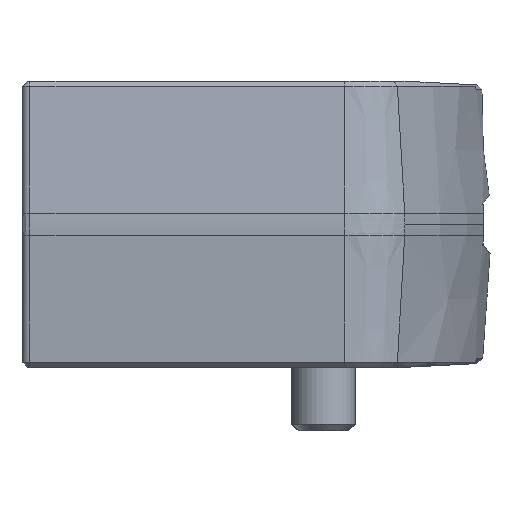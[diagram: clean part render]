
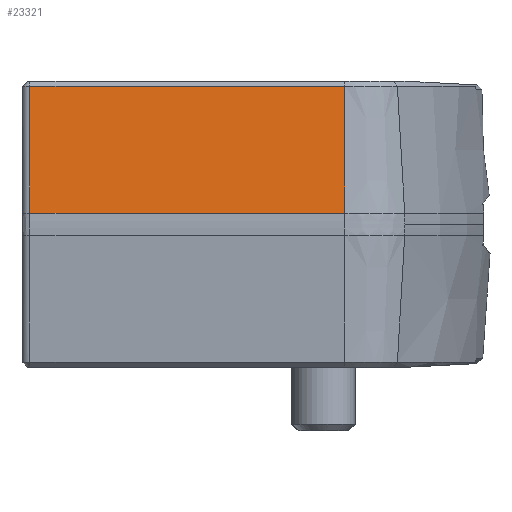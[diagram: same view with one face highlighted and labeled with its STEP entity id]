
A CAD part, left-side view. The second image highlights one B-rep face of the part: STEP entity #23321.
In plain terms, the highlighted planar face has unit normal (-0.998, 0, 0.07).
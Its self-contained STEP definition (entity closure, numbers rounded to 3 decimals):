
#657 = VERTEX_POINT ( 'NONE', #22282 ) ;
#1050 = CARTESIAN_POINT ( 'NONE',  ( -19.021, 11.885, 8.701 ) ) ;
#1447 = CARTESIAN_POINT ( 'NONE',  ( -19., 19., 9. ) ) ;
#1757 = EDGE_LOOP ( 'NONE', ( #18109, #5488, #24945, #19233 ) ) ;
#1914 = VERTEX_POINT ( 'NONE', #32395 ) ;
#2655 = CARTESIAN_POINT ( 'NONE',  ( -19.021, -1.346, 8.701 ) ) ;
#2995 = DIRECTION ( 'NONE',  ( 0., -1., 0. ) ) ;
#3912 = EDGE_CURVE ( 'NONE', #657, #15750, #30691, .T. ) ;
#4449 = CARTESIAN_POINT ( 'NONE',  ( -19.207, 18.5, 6.033 ) ) ;
#5447 = LINE ( 'NONE', #20837, #23027 ) ;
#5488 = ORIENTED_EDGE ( 'NONE', *, *, #3912, .F. ) ;
#8327 = FACE_OUTER_BOUND ( 'NONE', #1757, .T. ) ;
#10723 = CARTESIAN_POINT ( 'NONE',  ( -19.021, 18.5, 8.701 ) ) ;
#11082 = EDGE_CURVE ( 'NONE', #1914, #15750, #5447, .T. ) ;
#13970 = EDGE_CURVE ( 'NONE', #25022, #1914, #19094, .T. ) ;
#15750 = VERTEX_POINT ( 'NONE', #20798 ) ;
#16756 = CARTESIAN_POINT ( 'NONE',  ( -19.394, 18.5, 3.365 ) ) ;
#17181 = B_SPLINE_CURVE_WITH_KNOTS ( 'NONE', 3,
 ( #10723, #1050, #17956, #23179 ),
 .UNSPECIFIED., .F., .F.,
 ( 4, 4 ),
 ( 0., 1. ),
 .UNSPECIFIED. ) ;
#17956 = CARTESIAN_POINT ( 'NONE',  ( -19.021, 5.269, 8.701 ) ) ;
#18109 = ORIENTED_EDGE ( 'NONE', *, *, #11082, .T. ) ;
#18642 = DIRECTION ( 'NONE',  ( -0.07, 0., -0.998 ) ) ;
#19094 = B_SPLINE_CURVE_WITH_KNOTS ( 'NONE', 3,
 ( #24925, #4449, #16756, #31616 ),
 .UNSPECIFIED., .F., .F.,
 ( 4, 4 ),
 ( 0., 1. ),
 .UNSPECIFIED. ) ;
#19233 = ORIENTED_EDGE ( 'NONE', *, *, #13970, .T. ) ;
#19987 = EDGE_CURVE ( 'NONE', #25022, #657, #17181, .T. ) ;
#20197 = CARTESIAN_POINT ( 'NONE',  ( -19.581, -1.346, 0.698 ) ) ;
#20323 = AXIS2_PLACEMENT_3D ( 'NONE', #1447, #26185, #18642 ) ;
#20797 = CARTESIAN_POINT ( 'NONE',  ( -19.021, 18.5, 8.701 ) ) ;
#20798 = CARTESIAN_POINT ( 'NONE',  ( -19.581, -1.346, 0.698 ) ) ;
#20837 = CARTESIAN_POINT ( 'NONE',  ( -19.581, 19., 0.698 ) ) ;
#22282 = CARTESIAN_POINT ( 'NONE',  ( -19.021, -1.346, 8.701 ) ) ;
#23027 = VECTOR ( 'NONE', #2995, 1000. ) ;
#23179 = CARTESIAN_POINT ( 'NONE',  ( -19.021, -1.346, 8.701 ) ) ;
#23321 = ADVANCED_FACE ( 'NONE', ( #8327 ), #30917, .T. ) ;
#24925 = CARTESIAN_POINT ( 'NONE',  ( -19.021, 18.5, 8.701 ) ) ;
#24945 = ORIENTED_EDGE ( 'NONE', *, *, #19987, .F. ) ;
#25022 = VERTEX_POINT ( 'NONE', #20797 ) ;
#26185 = DIRECTION ( 'NONE',  ( -0.998, 0., 0.07 ) ) ;
#30691 = B_SPLINE_CURVE_WITH_KNOTS ( 'NONE', 1,
 ( #2655, #20197 ),
 .UNSPECIFIED., .F., .F.,
 ( 2, 2 ),
 ( 0., 1. ),
 .UNSPECIFIED. ) ;
#30917 = PLANE ( 'NONE',  #20323 ) ;
#31616 = CARTESIAN_POINT ( 'NONE',  ( -19.581, 18.5, 0.698 ) ) ;
#32395 = CARTESIAN_POINT ( 'NONE',  ( -19.581, 18.5, 0.698 ) ) ;
